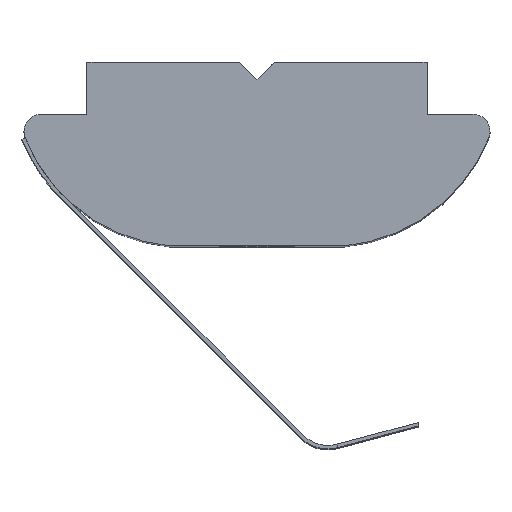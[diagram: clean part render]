
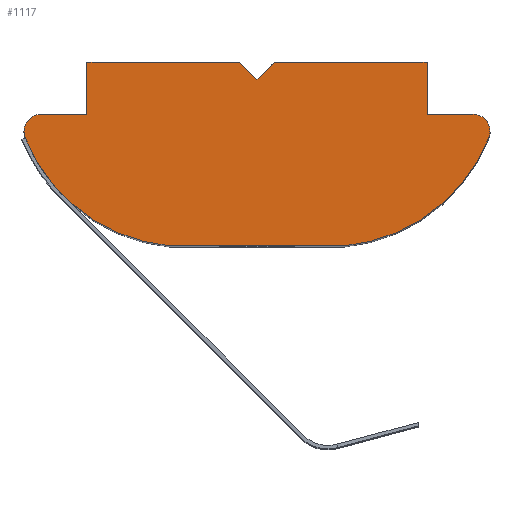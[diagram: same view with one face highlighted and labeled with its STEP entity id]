
A CAD part, top view. The second image highlights one B-rep face of the part: STEP entity #1117.
In plain terms, the highlighted planar face has unit normal (0, 0, 1).
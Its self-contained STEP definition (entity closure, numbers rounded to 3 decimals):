
#8 = VERTEX_POINT ( 'NONE', #734 ) ;
#12 = VERTEX_POINT ( 'NONE', #729 ) ;
#31 = VERTEX_POINT ( 'NONE', #735 ) ;
#47 = VERTEX_POINT ( 'NONE', #728 ) ;
#71 = VERTEX_POINT ( 'NONE', #719 ) ;
#78 = EDGE_LOOP ( 'NONE', ( #780, #822, #877, #860, #797, #855, #892, #867, #800, #781, #897, #791, #1183, #1190 ) ) ;
#129 = CARTESIAN_POINT ( 'NONE',  ( 0., 1.15, 10. ) ) ;
#154 = DIRECTION ( 'NONE',  ( 1., 0., 0. ) ) ;
#156 = CARTESIAN_POINT ( 'NONE',  ( 0., 2.65, 10. ) ) ;
#157 = DIRECTION ( 'NONE',  ( 1., 0., 0. ) ) ;
#158 = DIRECTION ( 'NONE',  ( 0., 0., 1. ) ) ;
#159 = CARTESIAN_POINT ( 'NONE',  ( 2.041, 2.329, 10. ) ) ;
#166 = DIRECTION ( 'NONE',  ( 0.707, 0.707, 0. ) ) ;
#167 = CARTESIAN_POINT ( 'NONE',  ( -1.075, 1.075, 10. ) ) ;
#175 = DIRECTION ( 'NONE',  ( 1., 0., 0. ) ) ;
#186 = LINE ( 'NONE', #236, #210 ) ;
#195 = VECTOR ( 'NONE', #1479, 1000. ) ;
#196 = LINE ( 'NONE', #129, #195 ) ;
#205 = LINE ( 'NONE', #547, #206 ) ;
#206 = VECTOR ( 'NONE', #570, 1000. ) ;
#208 = CIRCLE ( 'NONE', #1325, 0.5 ) ;
#209 = LINE ( 'NONE', #558, #1124 ) ;
#210 = VECTOR ( 'NONE', #635, 1000. ) ;
#236 = CARTESIAN_POINT ( 'NONE',  ( 0., 1.15, 10. ) ) ;
#275 = DIRECTION ( 'NONE',  ( 1., 0., 0. ) ) ;
#276 = DIRECTION ( 'NONE',  ( 0., 0., 1. ) ) ;
#279 = PLANE ( 'NONE',  #1395 ) ;
#289 = CARTESIAN_POINT ( 'NONE',  ( 0., 0., 10. ) ) ;
#389 = DIRECTION ( 'NONE',  ( 1., 0., 0. ) ) ;
#391 = CARTESIAN_POINT ( 'NONE',  ( -2.041, 2.329, 10. ) ) ;
#394 = DIRECTION ( 'NONE',  ( 0., 0., 1. ) ) ;
#398 = CARTESIAN_POINT ( 'NONE',  ( 4.9, 0., 10. ) ) ;
#518 = DIRECTION ( 'NONE',  ( 0., -1., 0. ) ) ;
#547 = CARTESIAN_POINT ( 'NONE',  ( -4.9, 0., 10. ) ) ;
#558 = CARTESIAN_POINT ( 'NONE',  ( 0., -2.65, 10. ) ) ;
#563 = DIRECTION ( 'NONE',  ( 0., 0., 1. ) ) ;
#564 = DIRECTION ( 'NONE',  ( 1., 0., 0. ) ) ;
#565 = CARTESIAN_POINT ( 'NONE',  ( -6.216, 0.65, 10. ) ) ;
#569 = DIRECTION ( 'NONE',  ( 1., 0., 0. ) ) ;
#570 = DIRECTION ( 'NONE',  ( 0., 1., 0. ) ) ;
#574 = FACE_OUTER_BOUND ( 'NONE', #78, .T. ) ;
#633 = VERTEX_POINT ( 'NONE', #699 ) ;
#635 = DIRECTION ( 'NONE',  ( 1., 0., 0. ) ) ;
#661 = CARTESIAN_POINT ( 'NONE',  ( -6.716, 0.65, 10. ) ) ;
#666 = CARTESIAN_POINT ( 'NONE',  ( -0.5, 2.65, 10. ) ) ;
#669 = CARTESIAN_POINT ( 'NONE',  ( 0.5, 2.65, 10. ) ) ;
#670 = CARTESIAN_POINT ( 'NONE',  ( -4.9, 2.65, 10. ) ) ;
#672 = CARTESIAN_POINT ( 'NONE',  ( 4.9, 1.15, 10. ) ) ;
#678 = CARTESIAN_POINT ( 'NONE',  ( -2.5, -2.65, 10. ) ) ;
#685 = CARTESIAN_POINT ( 'NONE',  ( 2.5, -2.65, 10. ) ) ;
#691 = CARTESIAN_POINT ( 'NONE',  ( 4.9, 2.65, 10. ) ) ;
#699 = CARTESIAN_POINT ( 'NONE',  ( -6.68, 0.463, 10. ) ) ;
#719 = CARTESIAN_POINT ( 'NONE',  ( -6.216, 1.15, 10. ) ) ;
#728 = CARTESIAN_POINT ( 'NONE',  ( 0., 2.15, 10. ) ) ;
#729 = CARTESIAN_POINT ( 'NONE',  ( 6.68, 0.463, 10. ) ) ;
#734 = CARTESIAN_POINT ( 'NONE',  ( -4.9, 1.15, 10. ) ) ;
#735 = CARTESIAN_POINT ( 'NONE',  ( 6.216, 1.15, 10. ) ) ;
#744 = VERTEX_POINT ( 'NONE', #691 ) ;
#750 = VERTEX_POINT ( 'NONE', #685 ) ;
#757 = VERTEX_POINT ( 'NONE', #678 ) ;
#763 = VERTEX_POINT ( 'NONE', #672 ) ;
#766 = VERTEX_POINT ( 'NONE', #670 ) ;
#767 = VERTEX_POINT ( 'NONE', #669 ) ;
#775 = VERTEX_POINT ( 'NONE', #666 ) ;
#780 = ORIENTED_EDGE ( 'NONE', *, *, #1467, .F. ) ;
#781 = ORIENTED_EDGE ( 'NONE', *, *, #1452, .F. ) ;
#791 = ORIENTED_EDGE ( 'NONE', *, *, #1375, .F. ) ;
#797 = ORIENTED_EDGE ( 'NONE', *, *, #1477, .T. ) ;
#800 = ORIENTED_EDGE ( 'NONE', *, *, #1295, .F. ) ;
#822 = ORIENTED_EDGE ( 'NONE', *, *, #1474, .T. ) ;
#824 = VERTEX_POINT ( 'NONE', #661 ) ;
#855 = ORIENTED_EDGE ( 'NONE', *, *, #1456, .T. ) ;
#860 = ORIENTED_EDGE ( 'NONE', *, *, #1333, .T. ) ;
#867 = ORIENTED_EDGE ( 'NONE', *, *, #1470, .F. ) ;
#877 = ORIENTED_EDGE ( 'NONE', *, *, #1353, .T. ) ;
#892 = ORIENTED_EDGE ( 'NONE', *, *, #1411, .T. ) ;
#897 = ORIENTED_EDGE ( 'NONE', *, *, #1457, .F. ) ;
#906 = DIRECTION ( 'NONE',  ( 1., 0., 0. ) ) ;
#907 = DIRECTION ( 'NONE',  ( 0., 0., 1. ) ) ;
#908 = CARTESIAN_POINT ( 'NONE',  ( 6.216, 0.65, 10. ) ) ;
#925 = DIRECTION ( 'NONE',  ( 1., 0., 0. ) ) ;
#926 = DIRECTION ( 'NONE',  ( 0., 0., 1. ) ) ;
#927 = DIRECTION ( 'NONE',  ( 0.707, -0.707, 0. ) ) ;
#928 = CARTESIAN_POINT ( 'NONE',  ( -6.216, 0.65, 10. ) ) ;
#935 = CARTESIAN_POINT ( 'NONE',  ( 0., 2.65, 10. ) ) ;
#947 = CARTESIAN_POINT ( 'NONE',  ( 1.075, 1.075, 10. ) ) ;
#965 = VECTOR ( 'NONE', #166, 1000. ) ;
#968 = LINE ( 'NONE', #156, #969 ) ;
#969 = VECTOR ( 'NONE', #154, 1000. ) ;
#996 = CIRCLE ( 'NONE', #1381, 5. ) ;
#1044 = LINE ( 'NONE', #935, #1051 ) ;
#1045 = CIRCLE ( 'NONE', #1373, 0.5 ) ;
#1050 = CIRCLE ( 'NONE', #1349, 5. ) ;
#1051 = VECTOR ( 'NONE', #175, 1000. ) ;
#1060 = LINE ( 'NONE', #167, #965 ) ;
#1062 = VECTOR ( 'NONE', #927, 1000. ) ;
#1065 = CIRCLE ( 'NONE', #1368, 0.5 ) ;
#1076 = LINE ( 'NONE', #947, #1062 ) ;
#1117 = ADVANCED_FACE ( 'NONE', ( #574 ), #279, .T. ) ;
#1124 = VECTOR ( 'NONE', #569, 1000. ) ;
#1183 = ORIENTED_EDGE ( 'NONE', *, *, #1458, .F. ) ;
#1190 = ORIENTED_EDGE ( 'NONE', *, *, #1472, .F. ) ;
#1232 = VECTOR ( 'NONE', #518, 1000. ) ;
#1235 = LINE ( 'NONE', #398, #1232 ) ;
#1295 = EDGE_CURVE ( 'NONE', #744, #763, #1235, .T. ) ;
#1325 = AXIS2_PLACEMENT_3D ( 'NONE', #565, #563, #564 ) ;
#1333 = EDGE_CURVE ( 'NONE', #633, #757, #996, .T. ) ;
#1349 = AXIS2_PLACEMENT_3D ( 'NONE', #159, #158, #157 ) ;
#1353 = EDGE_CURVE ( 'NONE', #824, #633, #1045, .T. ) ;
#1368 = AXIS2_PLACEMENT_3D ( 'NONE', #908, #907, #906 ) ;
#1373 = AXIS2_PLACEMENT_3D ( 'NONE', #928, #926, #925 ) ;
#1375 = EDGE_CURVE ( 'NONE', #775, #47, #1076, .T. ) ;
#1381 = AXIS2_PLACEMENT_3D ( 'NONE', #391, #394, #389 ) ;
#1395 = AXIS2_PLACEMENT_3D ( 'NONE', #289, #276, #275 ) ;
#1411 = EDGE_CURVE ( 'NONE', #12, #31, #1065, .T. ) ;
#1452 = EDGE_CURVE ( 'NONE', #767, #744, #1044, .T. ) ;
#1456 = EDGE_CURVE ( 'NONE', #750, #12, #1050, .T. ) ;
#1457 = EDGE_CURVE ( 'NONE', #47, #767, #1060, .T. ) ;
#1458 = EDGE_CURVE ( 'NONE', #766, #775, #968, .T. ) ;
#1467 = EDGE_CURVE ( 'NONE', #71, #8, #196, .T. ) ;
#1470 = EDGE_CURVE ( 'NONE', #763, #31, #186, .T. ) ;
#1472 = EDGE_CURVE ( 'NONE', #8, #766, #205, .T. ) ;
#1474 = EDGE_CURVE ( 'NONE', #71, #824, #208, .T. ) ;
#1477 = EDGE_CURVE ( 'NONE', #757, #750, #209, .T. ) ;
#1479 = DIRECTION ( 'NONE',  ( 1., 0., 0. ) ) ;
